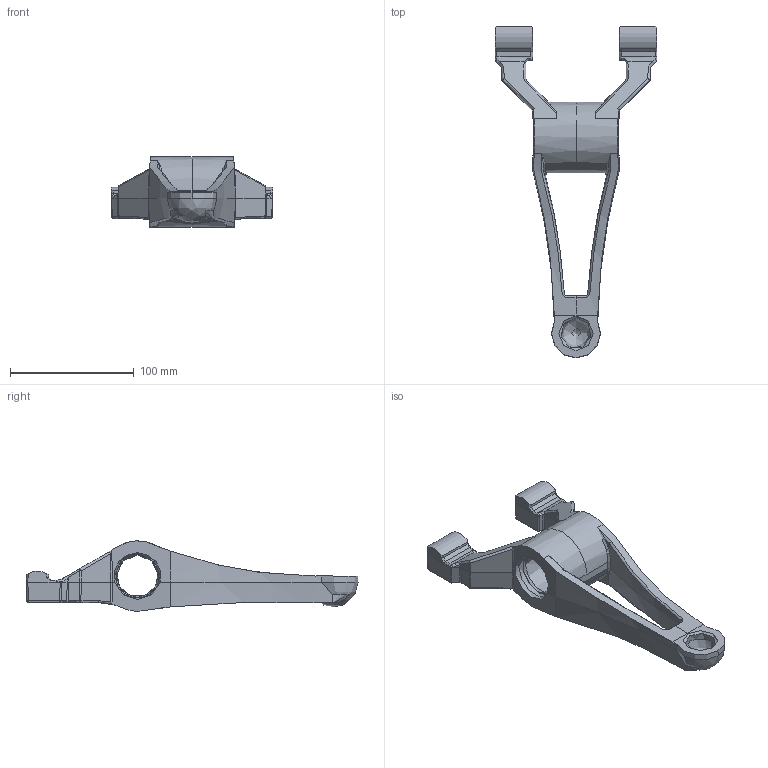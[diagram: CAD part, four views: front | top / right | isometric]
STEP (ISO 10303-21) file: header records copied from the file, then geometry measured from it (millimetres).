
FILE_DESCRIPTION(('Model'),'1');
FILE_NAME('Euclid Shape Model','2001-01-30T16:20:56',('Author'),( 'MATRA-DATAVISION'),'CASCADE STEP processor V4.0', 'MATRA-DATAVISION CASCADE OL 4.0','Unknown');
FILE_SCHEMA(('AUTOMOTIVE_DESIGN { 1 2 10303 214 0 1 1 1 }'));
Length unit declared in the file: millimetre
Products named in the file (1): SOLID
Bounding box: 131 x 268.71 x 57 mm (x, y, z)
Volume: 271428.4 mm3; surface area: 59916.3 mm2
Topology: 1 solids, 1 shells, 292 faces, 718 edges, 400 vertices
Faces by surface type: cylinder 101, bspline 82, plane 74, cone 19, sphere 14, torus 2
Full cylindrical faces by diameter (mm): 8 x1, 25.1 x1, 34 x2, 37 x2
Entity records: 19942 total; most frequent: CARTESIAN_POINT 14069, ORIENTED_EDGE 1382, DIRECTION 976, EDGE_CURVE 691, VERTEX_POINT 400, AXIS2_PLACEMENT_3D 363, FACE_BOUND 295, EDGE_LOOP 295
